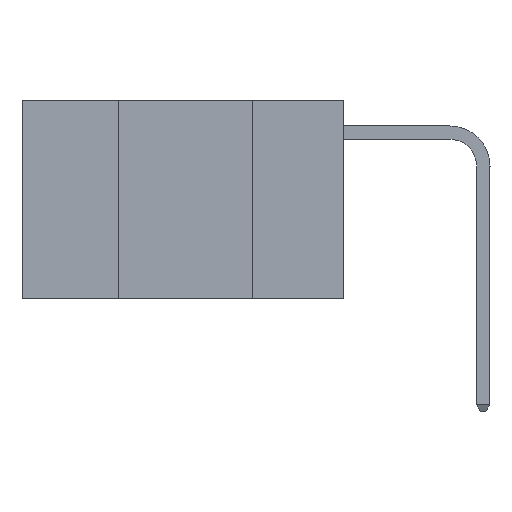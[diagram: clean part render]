
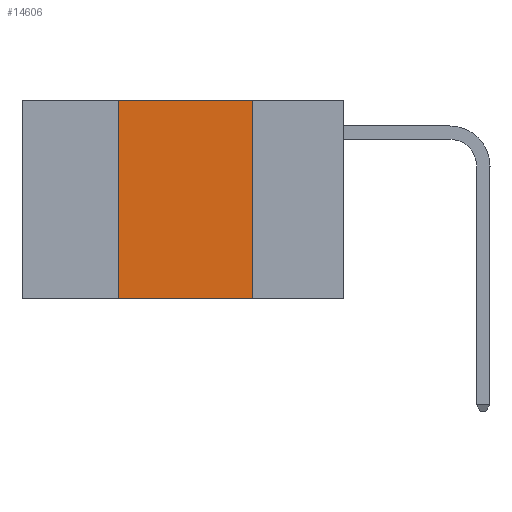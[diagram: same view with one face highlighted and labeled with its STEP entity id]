
A CAD part, left-side view. The second image highlights one B-rep face of the part: STEP entity #14606.
In plain terms, the highlighted planar face has unit normal (-1, 0, 0).
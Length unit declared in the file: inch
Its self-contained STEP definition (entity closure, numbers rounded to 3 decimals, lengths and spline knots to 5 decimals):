
#851 = CARTESIAN_POINT ( 'NONE',  ( 0., 0.6, 0. ) ) ;
#2825 = CARTESIAN_POINT ( 'NONE',  ( 0., 0.42, 0. ) ) ;
#2862 = CARTESIAN_POINT ( 'NONE',  ( 0., 0.17, -0.37 ) ) ;
#3247 = DIRECTION ( 'NONE',  ( 0., 0., -1. ) ) ;
#3526 = CARTESIAN_POINT ( 'NONE',  ( 0., 0.42, -0.37 ) ) ;
#4105 = ORIENTED_EDGE ( 'NONE', *, *, #27229, .F. ) ;
#7227 = VERTEX_POINT ( 'NONE', #3526 ) ;
#7913 = CARTESIAN_POINT ( 'NONE',  ( 0., 0.6, -0.37 ) ) ;
#8715 = CARTESIAN_POINT ( 'NONE',  ( 0., 0.17, 0. ) ) ;
#9619 = VECTOR ( 'NONE', #19272, 39.37008 ) ;
#9921 = VERTEX_POINT ( 'NONE', #27455 ) ;
#10883 = VECTOR ( 'NONE', #3247, 39.37008 ) ;
#11295 = LINE ( 'NONE', #2825, #28885 ) ;
#11392 = VERTEX_POINT ( 'NONE', #2862 ) ;
#12192 = EDGE_LOOP ( 'NONE', ( #4105, #23837, #22364, #12653 ) ) ;
#12333 = CARTESIAN_POINT ( 'NONE',  ( 0., 0.6, 0. ) ) ;
#12653 = ORIENTED_EDGE ( 'NONE', *, *, #19529, .T. ) ;
#12778 = DIRECTION ( 'NONE',  ( 1., 0., 0. ) ) ;
#12937 = VECTOR ( 'NONE', #26374, 39.37008 ) ;
#13004 = FACE_OUTER_BOUND ( 'NONE', #12192, .T. ) ;
#14606 = ADVANCED_FACE ( 'NONE', ( #13004 ), #26553, .F. ) ;
#17743 = LINE ( 'NONE', #28714, #10883 ) ;
#19272 = DIRECTION ( 'NONE',  ( 0., -1., 0. ) ) ;
#19529 = EDGE_CURVE ( 'NONE', #7227, #11392, #25898, .T. ) ;
#20725 = EDGE_CURVE ( 'NONE', #9921, #30192, #27942, .T. ) ;
#22364 = ORIENTED_EDGE ( 'NONE', *, *, #22620, .F. ) ;
#22379 = AXIS2_PLACEMENT_3D ( 'NONE', #851, #12778, #28823 ) ;
#22620 = EDGE_CURVE ( 'NONE', #7227, #9921, #11295, .T. ) ;
#23837 = ORIENTED_EDGE ( 'NONE', *, *, #20725, .F. ) ;
#25898 = LINE ( 'NONE', #7913, #12937 ) ;
#26135 = DIRECTION ( 'NONE',  ( 0., 0., 1. ) ) ;
#26374 = DIRECTION ( 'NONE',  ( 0., -1., 0. ) ) ;
#26553 = PLANE ( 'NONE',  #22379 ) ;
#27229 = EDGE_CURVE ( 'NONE', #30192, #11392, #17743, .T. ) ;
#27455 = CARTESIAN_POINT ( 'NONE',  ( 0., 0.42, 0. ) ) ;
#27942 = LINE ( 'NONE', #12333, #9619 ) ;
#28714 = CARTESIAN_POINT ( 'NONE',  ( 0., 0.17, 0. ) ) ;
#28823 = DIRECTION ( 'NONE',  ( 0., 0., -1. ) ) ;
#28885 = VECTOR ( 'NONE', #26135, 39.37008 ) ;
#30192 = VERTEX_POINT ( 'NONE', #8715 ) ;
